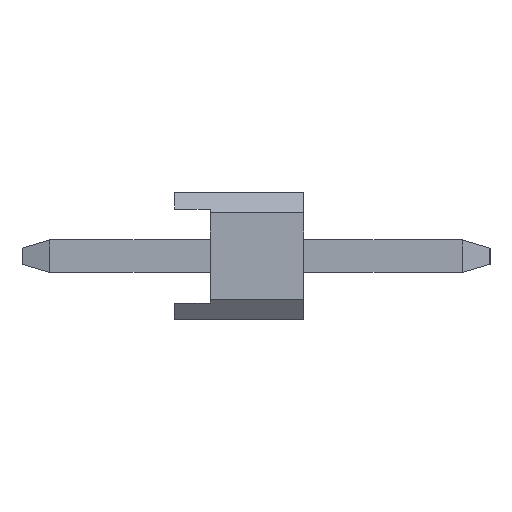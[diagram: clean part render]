
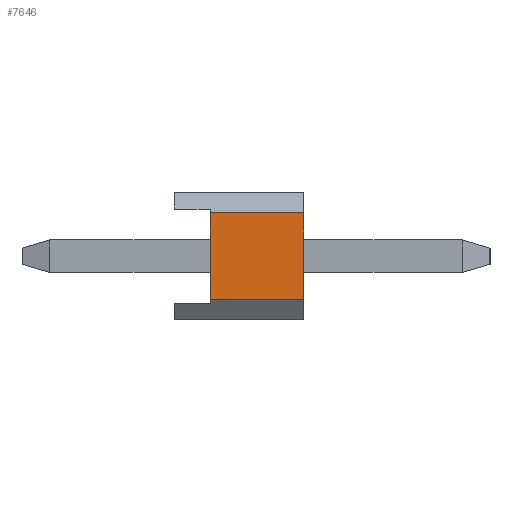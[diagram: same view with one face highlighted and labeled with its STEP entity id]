
A CAD part, left-side view. The second image highlights one B-rep face of the part: STEP entity #7646.
In plain terms, the highlighted planar face has unit normal (-1, 0, 0).
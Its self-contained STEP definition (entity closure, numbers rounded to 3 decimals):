
#6284=VERTEX_POINT('',#15713);
#7134=EDGE_CURVE('',#7266,#12034,#16640,.T.);
#7266=VERTEX_POINT('',#16780);
#7646=ADVANCED_FACE('',(#17202),#17203,.T.);
#11516=VERTEX_POINT('',#21491);
#11768=EDGE_CURVE('',#12034,#11516,#21765,.T.);
#12034=VERTEX_POINT('',#22058);
#12610=EDGE_CURVE('',#7266,#6284,#22695,.T.);
#13712=EDGE_CURVE('',#11516,#6284,#23892,.T.);
#15713=CARTESIAN_POINT('',(-38.,-2.54,0.851));
#16640=LINE('',#28054,#28055);
#16780=CARTESIAN_POINT('',(-38.,-0.7,0.851));
#17202=FACE_OUTER_BOUND('',#28853,.T.);
#17203=PLANE('',#28854);
#21491=CARTESIAN_POINT('',(-38.,-2.54,-0.851));
#21765=LINE('',#35459,#35460);
#22058=CARTESIAN_POINT('',(-38.,-0.7,-0.851));
#22695=LINE('',#36791,#36792);
#23892=LINE('',#38564,#38565);
#28054=CARTESIAN_POINT('',(-38.,-0.7,-0.426));
#28055=VECTOR('',#41725,1.0);
#28853=EDGE_LOOP('',(#42267,#42268,#42269,#42270));
#28854=AXIS2_PLACEMENT_3D('',#42271,#42272,#42273);
#35459=CARTESIAN_POINT('',(-38.,0.,-0.851));
#35460=VECTOR('',#47031,1.0);
#36791=CARTESIAN_POINT('',(-38.,0.,0.851));
#36792=VECTOR('',#47964,1.0);
#38564=CARTESIAN_POINT('',(-38.,-2.54,0.851));
#38565=VECTOR('',#49036,1.0);
#41725=DIRECTION('',(0.0,0.,-1.0));
#42267=ORIENTED_EDGE('',*,*,#7134,.T.);
#42268=ORIENTED_EDGE('',*,*,#11768,.T.);
#42269=ORIENTED_EDGE('',*,*,#13712,.T.);
#42270=ORIENTED_EDGE('',*,*,#12610,.F.);
#42271=CARTESIAN_POINT('',(-38.,0.,-0.851));
#42272=DIRECTION('',(-1.0,0.0,0.0));
#42273=DIRECTION('',(0.0,0.,-1.0));
#47031=DIRECTION('',(0.0,-1.0,0.));
#47964=DIRECTION('',(0.0,-1.0,0.));
#49036=DIRECTION('',(0.0,0.,1.0));
